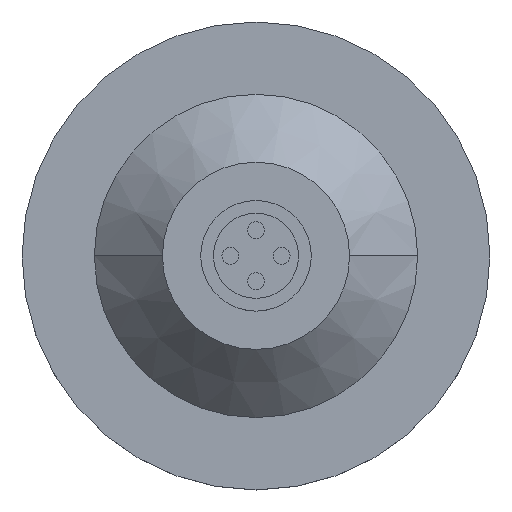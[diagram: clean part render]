
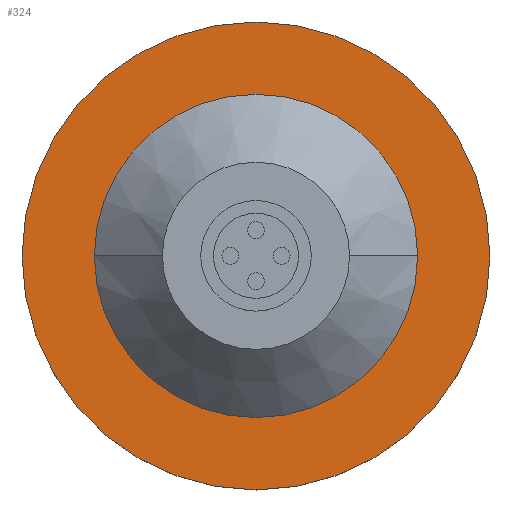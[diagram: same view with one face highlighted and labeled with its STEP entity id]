
A CAD part, top view. The second image highlights one B-rep face of the part: STEP entity #324.
In plain terms, the highlighted planar face has unit normal (0, 0, 1).
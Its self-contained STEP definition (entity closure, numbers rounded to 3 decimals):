
#49 = CARTESIAN_POINT ( 'NONE',  ( 0., 0., -5. ) ) ;
#61 = DIRECTION ( 'NONE',  ( -1., 0., 0. ) ) ;
#78 = EDGE_CURVE ( 'NONE', #500, #171, #82, .T. ) ;
#82 = CIRCLE ( 'NONE', #453, 19. ) ;
#103 = AXIS2_PLACEMENT_3D ( 'NONE', #581, #588, #61 ) ;
#112 = CARTESIAN_POINT ( 'NONE',  ( 27.5, 0., -5. ) ) ;
#126 = PLANE ( 'NONE',  #507 ) ;
#129 = DIRECTION ( 'NONE',  ( 0., 0., -1. ) ) ;
#135 = CIRCLE ( 'NONE', #570, 27.5 ) ;
#150 = VERTEX_POINT ( 'NONE', #112 ) ;
#171 = VERTEX_POINT ( 'NONE', #293 ) ;
#184 = FACE_BOUND ( 'NONE', #718, .T. ) ;
#212 = CARTESIAN_POINT ( 'NONE',  ( 19., 0., -5. ) ) ;
#231 = DIRECTION ( 'NONE',  ( 0., 0., -1. ) ) ;
#234 = DIRECTION ( 'NONE',  ( 0., 0., -1. ) ) ;
#268 = EDGE_LOOP ( 'NONE', ( #437, #321 ) ) ;
#293 = CARTESIAN_POINT ( 'NONE',  ( -19., 0., -5. ) ) ;
#317 = CIRCLE ( 'NONE', #103, 27.5 ) ;
#321 = ORIENTED_EDGE ( 'NONE', *, *, #423, .F. ) ;
#324 = ADVANCED_FACE ( 'NONE', ( #184, #659 ), #126, .F. ) ;
#347 = DIRECTION ( 'NONE',  ( -1., 0., 0. ) ) ;
#351 = CARTESIAN_POINT ( 'NONE',  ( 0., 0., -5. ) ) ;
#410 = DIRECTION ( 'NONE',  ( -1., 0., 0. ) ) ;
#423 = EDGE_CURVE ( 'NONE', #150, #740, #135, .T. ) ;
#431 = ORIENTED_EDGE ( 'NONE', *, *, #78, .T. ) ;
#437 = ORIENTED_EDGE ( 'NONE', *, *, #712, .F. ) ;
#452 = ORIENTED_EDGE ( 'NONE', *, *, #669, .T. ) ;
#453 = AXIS2_PLACEMENT_3D ( 'NONE', #457, #654, #539 ) ;
#457 = CARTESIAN_POINT ( 'NONE',  ( 0., 0., -5. ) ) ;
#486 = CARTESIAN_POINT ( 'NONE',  ( 0., 0., -5. ) ) ;
#500 = VERTEX_POINT ( 'NONE', #212 ) ;
#507 = AXIS2_PLACEMENT_3D ( 'NONE', #49, #231, #410 ) ;
#512 = CIRCLE ( 'NONE', #709, 19. ) ;
#539 = DIRECTION ( 'NONE',  ( -1., 0., 0. ) ) ;
#570 = AXIS2_PLACEMENT_3D ( 'NONE', #486, #129, #724 ) ;
#581 = CARTESIAN_POINT ( 'NONE',  ( 0., 0., -5. ) ) ;
#588 = DIRECTION ( 'NONE',  ( 0., 0., -1. ) ) ;
#654 = DIRECTION ( 'NONE',  ( 0., 0., -1. ) ) ;
#659 = FACE_OUTER_BOUND ( 'NONE', #268, .T. ) ;
#669 = EDGE_CURVE ( 'NONE', #171, #500, #512, .T. ) ;
#704 = CARTESIAN_POINT ( 'NONE',  ( -27.5, 0., -5. ) ) ;
#709 = AXIS2_PLACEMENT_3D ( 'NONE', #351, #234, #347 ) ;
#712 = EDGE_CURVE ( 'NONE', #740, #150, #317, .T. ) ;
#718 = EDGE_LOOP ( 'NONE', ( #452, #431 ) ) ;
#724 = DIRECTION ( 'NONE',  ( -1., 0., 0. ) ) ;
#740 = VERTEX_POINT ( 'NONE', #704 ) ;
